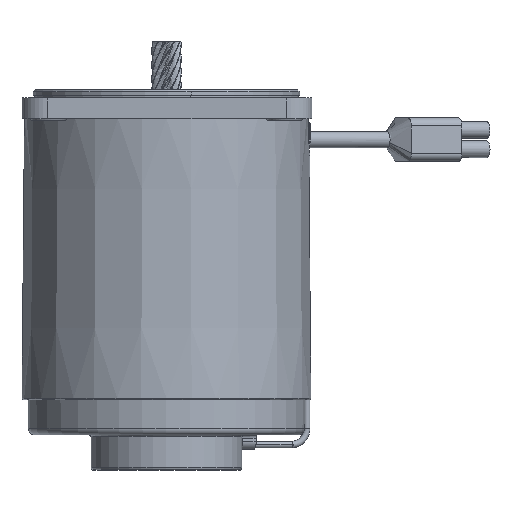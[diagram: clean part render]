
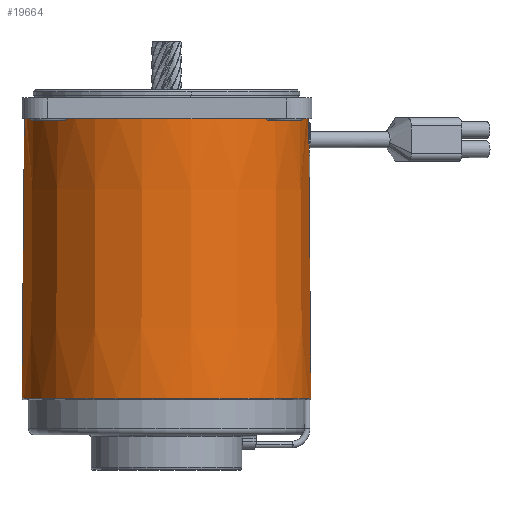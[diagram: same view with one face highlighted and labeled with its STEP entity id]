
A CAD part, front view. The second image highlights one B-rep face of the part: STEP entity #19664.
In plain terms, the highlighted conical face has half-angle 0.5 degrees and reference radius 45.1 mm.
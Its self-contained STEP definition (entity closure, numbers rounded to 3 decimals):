
#3117 = CARTESIAN_POINT ( 'NONE',  ( 11.504, 0., 45. ) ) ;
#3122 = CARTESIAN_POINT ( 'NONE',  ( 11.504, 0., -45. ) ) ;
#3552 = CONICAL_SURFACE ( 'NONE', #3644, 45.1, 0.009 ) ;
#3553 = DIRECTION ( 'NONE',  ( 0., 0., -1. ) ) ;
#3557 = DIRECTION ( 'NONE',  ( 0., 0., 1. ) ) ;
#3558 = DIRECTION ( 'NONE',  ( 1., 0., 0. ) ) ;
#3559 = AXIS2_PLACEMENT_3D ( 'NONE', #3572, #3558, #3557 ) ;
#3562 = DIRECTION ( 'NONE',  ( -1., 0., -0.009 ) ) ;
#3563 = VECTOR ( 'NONE', #3562, 1000. ) ;
#3565 = CIRCLE ( 'NONE', #3559, 45. ) ;
#3572 = CARTESIAN_POINT ( 'NONE',  ( 11.504, 0., 0. ) ) ;
#3578 = CARTESIAN_POINT ( 'NONE',  ( 0., 0., -45.1 ) ) ;
#3579 = LINE ( 'NONE', #3578, #3563 ) ;
#3600 = DIRECTION ( 'NONE',  ( -1., 0., 0. ) ) ;
#3607 = CARTESIAN_POINT ( 'NONE',  ( 0., 0., 0. ) ) ;
#3617 = FACE_OUTER_BOUND ( 'NONE', #19674, .T. ) ;
#3625 = DIRECTION ( 'NONE',  ( 0., 0., -1. ) ) ;
#3626 = DIRECTION ( 'NONE',  ( 1., 0., 0. ) ) ;
#3628 = CARTESIAN_POINT ( 'NONE',  ( 98.5, 0., 0. ) ) ;
#3629 = AXIS2_PLACEMENT_3D ( 'NONE', #3628, #3626, #3625 ) ;
#3642 = CIRCLE ( 'NONE', #3629, 44.24 ) ;
#3644 = AXIS2_PLACEMENT_3D ( 'NONE', #3607, #3600, #3553 ) ;
#3884 = DIRECTION ( 'NONE',  ( -1., 0., 0.009 ) ) ;
#3885 = VECTOR ( 'NONE', #3884, 1000. ) ;
#3888 = LINE ( 'NONE', #3902, #3885 ) ;
#3902 = CARTESIAN_POINT ( 'NONE',  ( 0., 0., 45.1 ) ) ;
#9544 = VERTEX_POINT ( 'NONE', #35584 ) ;
#9582 = VERTEX_POINT ( 'NONE', #36460 ) ;
#19461 = VERTEX_POINT ( 'NONE', #3117 ) ;
#19467 = VERTEX_POINT ( 'NONE', #3122 ) ;
#19645 = ORIENTED_EDGE ( 'NONE', *, *, #19647, .T. ) ;
#19646 = EDGE_CURVE ( 'NONE', #9582, #19467, #3579, .T. ) ;
#19647 = EDGE_CURVE ( 'NONE', #19461, #19467, #3565, .T. ) ;
#19649 = ORIENTED_EDGE ( 'NONE', *, *, #19646, .F. ) ;
#19664 = ADVANCED_FACE ( 'NONE', ( #3617 ), #3552, .T. ) ;
#19665 = ORIENTED_EDGE ( 'NONE', *, *, #19722, .T. ) ;
#19670 = ORIENTED_EDGE ( 'NONE', *, *, #19673, .F. ) ;
#19673 = EDGE_CURVE ( 'NONE', #9544, #9582, #3642, .T. ) ;
#19674 = EDGE_LOOP ( 'NONE', ( #19670, #19665, #19645, #19649 ) ) ;
#19722 = EDGE_CURVE ( 'NONE', #9544, #19461, #3888, .T. ) ;
#35584 = CARTESIAN_POINT ( 'NONE',  ( 98.5, 0., 44.24 ) ) ;
#36460 = CARTESIAN_POINT ( 'NONE',  ( 98.5, 0., -44.24 ) ) ;
